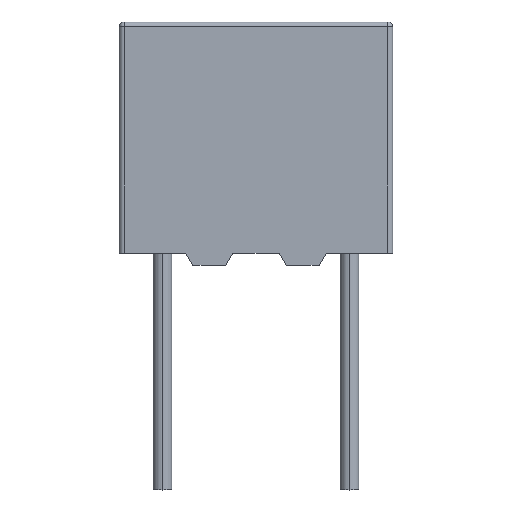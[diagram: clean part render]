
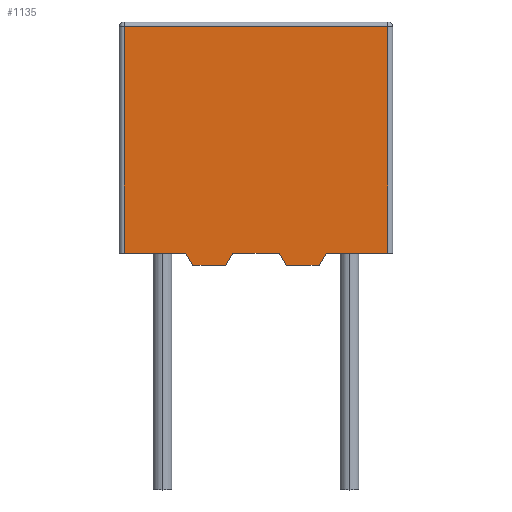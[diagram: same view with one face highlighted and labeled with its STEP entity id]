
A CAD part, top view. The second image highlights one B-rep face of the part: STEP entity #1135.
In plain terms, the highlighted planar face has unit normal (0, 0, 1).
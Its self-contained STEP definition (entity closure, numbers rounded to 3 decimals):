
#7 = VECTOR ( 'NONE', #1071, 1000. ) ;
#20 = DIRECTION ( 'NONE',  ( 1., 0., 0. ) ) ;
#64 = VECTOR ( 'NONE', #434, 1000. ) ;
#106 = EDGE_CURVE ( 'NONE', #1434, #1598, #1781, .T. ) ;
#132 = LINE ( 'NONE', #764, #64 ) ;
#146 = ORIENTED_EDGE ( 'NONE', *, *, #531, .T. ) ;
#147 = CARTESIAN_POINT ( 'NONE',  ( -1.687, 0., 1.25 ) ) ;
#180 = VERTEX_POINT ( 'NONE', #588 ) ;
#206 = ORIENTED_EDGE ( 'NONE', *, *, #1612, .T. ) ;
#236 = VECTOR ( 'NONE', #1299, 1000. ) ;
#275 = DIRECTION ( 'NONE',  ( 0., 1., 0. ) ) ;
#305 = VERTEX_POINT ( 'NONE', #1643 ) ;
#310 = VERTEX_POINT ( 'NONE', #580 ) ;
#317 = CARTESIAN_POINT ( 'NONE',  ( 0.625, 0.325, 1.25 ) ) ;
#319 = CARTESIAN_POINT ( 'NONE',  ( 0.813, 0., 1.25 ) ) ;
#349 = ORIENTED_EDGE ( 'NONE', *, *, #479, .T. ) ;
#377 = LINE ( 'NONE', #147, #1014 ) ;
#390 = CARTESIAN_POINT ( 'NONE',  ( 1.687, 0., 1.25 ) ) ;
#391 = LINE ( 'NONE', #885, #437 ) ;
#400 = CARTESIAN_POINT ( 'NONE',  ( -1.687, 0., 1.25 ) ) ;
#434 = DIRECTION ( 'NONE',  ( 1., 0., 0. ) ) ;
#437 = VECTOR ( 'NONE', #1016, 1000. ) ;
#438 = EDGE_CURVE ( 'NONE', #759, #1590, #780, .T. ) ;
#443 = CARTESIAN_POINT ( 'NONE',  ( 3.525, 6.5, 1.25 ) ) ;
#471 = CARTESIAN_POINT ( 'NONE',  ( -3.65, 6.375, 1.25 ) ) ;
#479 = EDGE_CURVE ( 'NONE', #180, #1434, #1433, .T. ) ;
#488 = DIRECTION ( 'NONE',  ( 1., 0., 0. ) ) ;
#489 = LINE ( 'NONE', #566, #1755 ) ;
#495 = VERTEX_POINT ( 'NONE', #1611 ) ;
#517 = VECTOR ( 'NONE', #533, 1000. ) ;
#526 = VECTOR ( 'NONE', #1147, 1000. ) ;
#531 = EDGE_CURVE ( 'NONE', #310, #759, #1514, .T. ) ;
#533 = DIRECTION ( 'NONE',  ( 1., 0., 0. ) ) ;
#535 = FACE_OUTER_BOUND ( 'NONE', #658, .T. ) ;
#537 = ORIENTED_EDGE ( 'NONE', *, *, #1065, .T. ) ;
#566 = CARTESIAN_POINT ( 'NONE',  ( -3.525, 0.325, 1.25 ) ) ;
#580 = CARTESIAN_POINT ( 'NONE',  ( 1.875, 0.325, 1.25 ) ) ;
#587 = DIRECTION ( 'NONE',  ( 0., -1., 0. ) ) ;
#588 = CARTESIAN_POINT ( 'NONE',  ( 0.625, 0.325, 1.25 ) ) ;
#640 = CARTESIAN_POINT ( 'NONE',  ( 1.875, 0.325, 1.25 ) ) ;
#656 = EDGE_CURVE ( 'NONE', #495, #1365, #1681, .T. ) ;
#658 = EDGE_LOOP ( 'NONE', ( #206, #1032, #1143, #537, #718, #1188, #1206, #349, #1784, #1196, #146, #1646 ) ) ;
#697 = VERTEX_POINT ( 'NONE', #400 ) ;
#718 = ORIENTED_EDGE ( 'NONE', *, *, #721, .T. ) ;
#721 = EDGE_CURVE ( 'NONE', #697, #305, #377, .T. ) ;
#736 = VECTOR ( 'NONE', #1077, 1000. ) ;
#759 = VERTEX_POINT ( 'NONE', #1506 ) ;
#764 = CARTESIAN_POINT ( 'NONE',  ( -0.625, 0.325, 1.25 ) ) ;
#780 = LINE ( 'NONE', #443, #1453 ) ;
#794 = CARTESIAN_POINT ( 'NONE',  ( 1.687, 0., 1.25 ) ) ;
#835 = DIRECTION ( 'NONE',  ( 1., 0., 0. ) ) ;
#873 = CARTESIAN_POINT ( 'NONE',  ( -3.525, 6.375, 1.25 ) ) ;
#885 = CARTESIAN_POINT ( 'NONE',  ( -0.625, 0.325, 1.25 ) ) ;
#910 = DIRECTION ( 'NONE',  ( 0.5, -0.866, 0. ) ) ;
#916 = CARTESIAN_POINT ( 'NONE',  ( 3.525, 6.375, 1.25 ) ) ;
#919 = EDGE_CURVE ( 'NONE', #1244, #180, #132, .T. ) ;
#931 = EDGE_CURVE ( 'NONE', #1598, #310, #1363, .T. ) ;
#946 = CARTESIAN_POINT ( 'NONE',  ( -0.625, 0.325, 1.25 ) ) ;
#1013 = CARTESIAN_POINT ( 'NONE',  ( 1.875, 0.325, 1.25 ) ) ;
#1014 = VECTOR ( 'NONE', #835, 1000. ) ;
#1016 = DIRECTION ( 'NONE',  ( 0.5, 0.866, 0. ) ) ;
#1024 = VERTEX_POINT ( 'NONE', #873 ) ;
#1032 = ORIENTED_EDGE ( 'NONE', *, *, #1499, .T. ) ;
#1065 = EDGE_CURVE ( 'NONE', #1365, #697, #1808, .T. ) ;
#1071 = DIRECTION ( 'NONE',  ( -1., 0., 0. ) ) ;
#1077 = DIRECTION ( 'NONE',  ( 0.5, 0.866, 0. ) ) ;
#1135 = ADVANCED_FACE ( 'NONE', ( #535 ), #1192, .T. ) ;
#1143 = ORIENTED_EDGE ( 'NONE', *, *, #656, .T. ) ;
#1147 = DIRECTION ( 'NONE',  ( 0.5, -0.866, 0. ) ) ;
#1188 = ORIENTED_EDGE ( 'NONE', *, *, #1355, .T. ) ;
#1192 = PLANE ( 'NONE',  #1623 ) ;
#1196 = ORIENTED_EDGE ( 'NONE', *, *, #931, .T. ) ;
#1206 = ORIENTED_EDGE ( 'NONE', *, *, #919, .T. ) ;
#1244 = VERTEX_POINT ( 'NONE', #946 ) ;
#1295 = LINE ( 'NONE', #471, #7 ) ;
#1299 = DIRECTION ( 'NONE',  ( 1., 0., 0. ) ) ;
#1355 = EDGE_CURVE ( 'NONE', #305, #1244, #391, .T. ) ;
#1363 = LINE ( 'NONE', #640, #736 ) ;
#1365 = VERTEX_POINT ( 'NONE', #1614 ) ;
#1433 = LINE ( 'NONE', #317, #1482 ) ;
#1434 = VERTEX_POINT ( 'NONE', #319 ) ;
#1453 = VECTOR ( 'NONE', #275, 1000. ) ;
#1466 = CARTESIAN_POINT ( 'NONE',  ( -1.875, 0.325, 1.25 ) ) ;
#1482 = VECTOR ( 'NONE', #910, 1000. ) ;
#1499 = EDGE_CURVE ( 'NONE', #1024, #495, #489, .T. ) ;
#1506 = CARTESIAN_POINT ( 'NONE',  ( 3.525, 0.325, 1.25 ) ) ;
#1514 = LINE ( 'NONE', #1013, #236 ) ;
#1590 = VERTEX_POINT ( 'NONE', #916 ) ;
#1598 = VERTEX_POINT ( 'NONE', #794 ) ;
#1611 = CARTESIAN_POINT ( 'NONE',  ( -3.525, 0.325, 1.25 ) ) ;
#1612 = EDGE_CURVE ( 'NONE', #1590, #1024, #1295, .T. ) ;
#1614 = CARTESIAN_POINT ( 'NONE',  ( -1.875, 0.325, 1.25 ) ) ;
#1617 = VECTOR ( 'NONE', #20, 1000. ) ;
#1623 = AXIS2_PLACEMENT_3D ( 'NONE', #1783, #1934, #488 ) ;
#1643 = CARTESIAN_POINT ( 'NONE',  ( -0.813, 0., 1.25 ) ) ;
#1646 = ORIENTED_EDGE ( 'NONE', *, *, #438, .T. ) ;
#1681 = LINE ( 'NONE', #1818, #1617 ) ;
#1755 = VECTOR ( 'NONE', #587, 1000. ) ;
#1781 = LINE ( 'NONE', #390, #517 ) ;
#1783 = CARTESIAN_POINT ( 'NONE',  ( 0., 0., 1.25 ) ) ;
#1784 = ORIENTED_EDGE ( 'NONE', *, *, #106, .T. ) ;
#1808 = LINE ( 'NONE', #1466, #526 ) ;
#1818 = CARTESIAN_POINT ( 'NONE',  ( -3.65, 0.325, 1.25 ) ) ;
#1934 = DIRECTION ( 'NONE',  ( 0., 0., 1. ) ) ;
